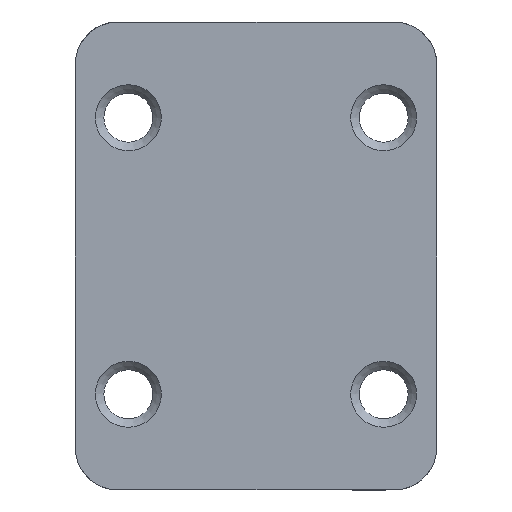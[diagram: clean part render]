
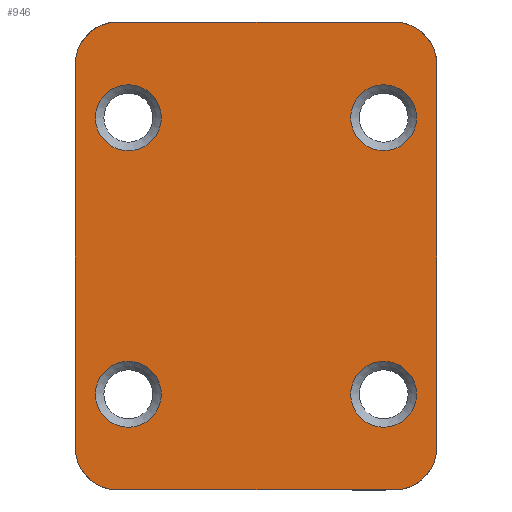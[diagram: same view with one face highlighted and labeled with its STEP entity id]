
A CAD part, left-side view. The second image highlights one B-rep face of the part: STEP entity #946.
In plain terms, the highlighted planar face has unit normal (-1, 0, 0).
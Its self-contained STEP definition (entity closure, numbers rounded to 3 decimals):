
#37=FACE_BOUND('',#201,.T.);
#38=FACE_BOUND('',#202,.T.);
#39=FACE_BOUND('',#203,.T.);
#40=FACE_BOUND('',#204,.T.);
#45=PLANE('',#1049);
#132=FACE_OUTER_BOUND('',#200,.T.);
#200=EDGE_LOOP('',(#721,#722,#723,#724,#725,#726,#727,#728));
#201=EDGE_LOOP('',(#729));
#202=EDGE_LOOP('',(#730));
#203=EDGE_LOOP('',(#731));
#204=EDGE_LOOP('',(#732));
#271=CIRCLE('',#1048,1.55);
#272=CIRCLE('',#1050,2.);
#273=CIRCLE('',#1051,2.);
#274=CIRCLE('',#1052,2.);
#275=CIRCLE('',#1053,2.);
#276=CIRCLE('',#1054,1.55);
#277=CIRCLE('',#1055,1.55);
#278=CIRCLE('',#1056,1.55);
#318=LINE('',#1739,#370);
#319=LINE('',#1743,#371);
#320=LINE('',#1747,#372);
#321=LINE('',#1750,#373);
#370=VECTOR('',#1238,10.);
#371=VECTOR('',#1241,10.);
#372=VECTOR('',#1244,10.);
#373=VECTOR('',#1247,10.);
#443=VERTEX_POINT('',#1731);
#444=VERTEX_POINT('',#1735);
#445=VERTEX_POINT('',#1736);
#446=VERTEX_POINT('',#1738);
#447=VERTEX_POINT('',#1740);
#448=VERTEX_POINT('',#1742);
#449=VERTEX_POINT('',#1744);
#450=VERTEX_POINT('',#1746);
#451=VERTEX_POINT('',#1748);
#452=VERTEX_POINT('',#1751);
#453=VERTEX_POINT('',#1753);
#454=VERTEX_POINT('',#1755);
#542=EDGE_CURVE('',#443,#443,#271,.T.);
#543=EDGE_CURVE('',#444,#445,#272,.T.);
#544=EDGE_CURVE('',#446,#444,#318,.T.);
#545=EDGE_CURVE('',#447,#446,#273,.T.);
#546=EDGE_CURVE('',#448,#447,#319,.T.);
#547=EDGE_CURVE('',#449,#448,#274,.T.);
#548=EDGE_CURVE('',#450,#449,#320,.T.);
#549=EDGE_CURVE('',#451,#450,#275,.T.);
#550=EDGE_CURVE('',#445,#451,#321,.T.);
#551=EDGE_CURVE('',#452,#452,#276,.T.);
#552=EDGE_CURVE('',#453,#453,#277,.T.);
#553=EDGE_CURVE('',#454,#454,#278,.T.);
#721=ORIENTED_EDGE('',*,*,#543,.F.);
#722=ORIENTED_EDGE('',*,*,#544,.F.);
#723=ORIENTED_EDGE('',*,*,#545,.F.);
#724=ORIENTED_EDGE('',*,*,#546,.F.);
#725=ORIENTED_EDGE('',*,*,#547,.F.);
#726=ORIENTED_EDGE('',*,*,#548,.F.);
#727=ORIENTED_EDGE('',*,*,#549,.F.);
#728=ORIENTED_EDGE('',*,*,#550,.F.);
#729=ORIENTED_EDGE('',*,*,#551,.F.);
#730=ORIENTED_EDGE('',*,*,#552,.F.);
#731=ORIENTED_EDGE('',*,*,#553,.F.);
#732=ORIENTED_EDGE('',*,*,#542,.F.);
#946=ADVANCED_FACE('',(#132,#37,#38,#39,#40),#45,.F.);
#1048=AXIS2_PLACEMENT_3D('',#1733,#1232,#1233);
#1049=AXIS2_PLACEMENT_3D('',#1734,#1234,#1235);
#1050=AXIS2_PLACEMENT_3D('',#1737,#1236,#1237);
#1051=AXIS2_PLACEMENT_3D('',#1741,#1239,#1240);
#1052=AXIS2_PLACEMENT_3D('',#1745,#1242,#1243);
#1053=AXIS2_PLACEMENT_3D('',#1749,#1245,#1246);
#1054=AXIS2_PLACEMENT_3D('',#1752,#1248,#1249);
#1055=AXIS2_PLACEMENT_3D('',#1754,#1250,#1251);
#1056=AXIS2_PLACEMENT_3D('',#1756,#1252,#1253);
#1232=DIRECTION('center_axis',(-1.,0.,0.));
#1233=DIRECTION('ref_axis',(0.,1.,0.));
#1234=DIRECTION('center_axis',(1.,0.,0.));
#1235=DIRECTION('ref_axis',(0.,1.,0.));
#1236=DIRECTION('center_axis',(1.,0.,0.));
#1237=DIRECTION('ref_axis',(0.,0.707,0.707));
#1238=DIRECTION('',(0.,0.,1.));
#1239=DIRECTION('center_axis',(1.,0.,0.));
#1240=DIRECTION('ref_axis',(0.,0.707,-0.707));
#1241=DIRECTION('',(0.,1.,0.));
#1242=DIRECTION('center_axis',(1.,0.,0.));
#1243=DIRECTION('ref_axis',(0.,-0.707,-0.707));
#1244=DIRECTION('',(0.,0.,-1.));
#1245=DIRECTION('center_axis',(1.,0.,0.));
#1246=DIRECTION('ref_axis',(0.,-0.707,0.707));
#1247=DIRECTION('',(0.,-1.,0.));
#1248=DIRECTION('center_axis',(-1.,0.,0.));
#1249=DIRECTION('ref_axis',(0.,1.,0.));
#1250=DIRECTION('center_axis',(-1.,0.,0.));
#1251=DIRECTION('ref_axis',(0.,1.,0.));
#1252=DIRECTION('center_axis',(-1.,0.,0.));
#1253=DIRECTION('ref_axis',(0.,1.,0.));
#1731=CARTESIAN_POINT('',(1.997,-30.05,14.5));
#1733=CARTESIAN_POINT('Origin',(1.997,-28.5,14.5));
#1734=CARTESIAN_POINT('Origin',(1.997,-34.5,8.));
#1735=CARTESIAN_POINT('',(1.997,-26.,17.));
#1736=CARTESIAN_POINT('',(1.997,-28.,19.));
#1737=CARTESIAN_POINT('Origin',(1.997,-28.,17.));
#1738=CARTESIAN_POINT('',(1.997,-26.,-1.));
#1739=CARTESIAN_POINT('',(1.997,-26.,-3.));
#1740=CARTESIAN_POINT('',(1.997,-28.,-3.));
#1741=CARTESIAN_POINT('Origin',(1.997,-28.,-1.));
#1742=CARTESIAN_POINT('',(1.997,-41.,-3.));
#1743=CARTESIAN_POINT('',(1.997,-43.,-3.));
#1744=CARTESIAN_POINT('',(1.997,-43.,-1.));
#1745=CARTESIAN_POINT('Origin',(1.997,-41.,-1.));
#1746=CARTESIAN_POINT('',(1.997,-43.,17.));
#1747=CARTESIAN_POINT('',(1.997,-43.,19.));
#1748=CARTESIAN_POINT('',(1.997,-41.,19.));
#1749=CARTESIAN_POINT('Origin',(1.997,-41.,17.));
#1750=CARTESIAN_POINT('',(1.997,-26.,19.));
#1751=CARTESIAN_POINT('',(1.997,-30.05,1.5));
#1752=CARTESIAN_POINT('Origin',(1.997,-28.5,1.5));
#1753=CARTESIAN_POINT('',(1.997,-42.05,1.5));
#1754=CARTESIAN_POINT('Origin',(1.997,-40.5,1.5));
#1755=CARTESIAN_POINT('',(1.997,-42.05,14.5));
#1756=CARTESIAN_POINT('Origin',(1.997,-40.5,14.5));
